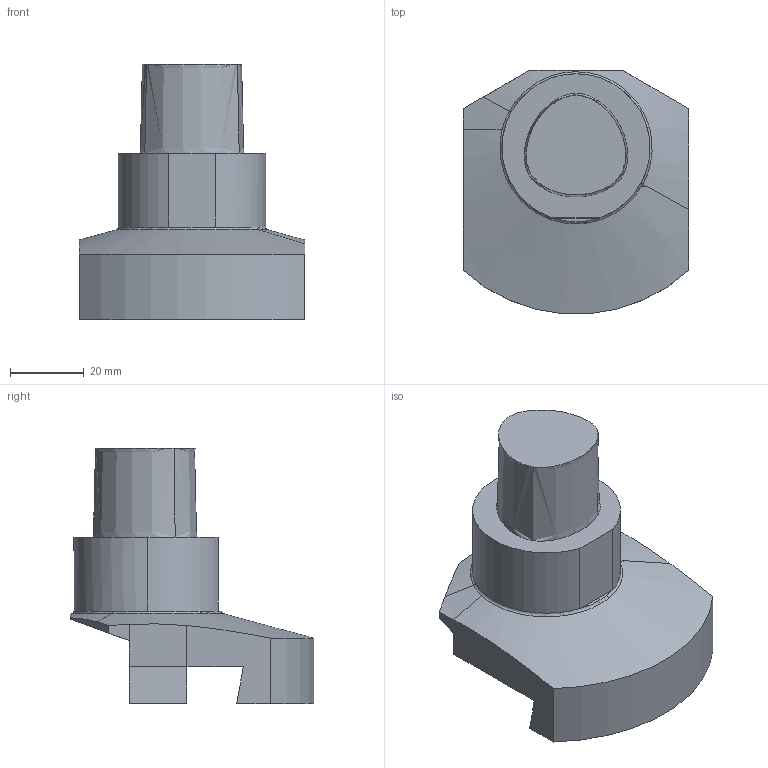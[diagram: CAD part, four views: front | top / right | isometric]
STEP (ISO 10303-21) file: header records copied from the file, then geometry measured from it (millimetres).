
FILE_DESCRIPTION(('CATIA V5 STEP','CAx-IF Rec.Pracs.--- Model Styling and Organization---1.2---2011-12-15'),'2;1');
FILE_NAME('2801036 - C4-TCHPN_STPL.stp','2017-09-11T02:32:16+00:00',('none'),('none'),'CATIA Version 5 Release 21 SP 5 (IN-10)','CATIA V5 STEP AP214','none');
FILE_SCHEMA(('AUTOMOTIVE_DESIGN { 1 0 10303 214 1 1 1 1 }'));
Length unit declared in the file: millimetre
Products named in the file (1): C4-TCHPN
Bounding box: 61 x 65.85 x 69 mm (x, y, z)
Volume: 89400.3 mm3; surface area: 15969 mm2
Topology: 1 solids, 1 shells, 39 faces, 119 edges, 83 vertices
Faces by surface type: plane 26, cylinder 4, cone 4, bspline 3, torus 2
Entity records: 1698 total; most frequent: CARTESIAN_POINT 691, ORIENTED_EDGE 238, DIRECTION 149, EDGE_CURVE 119, VERTEX_POINT 83, VECTOR 78, LINE 78, AXIS2_PLACEMENT_3D 47
